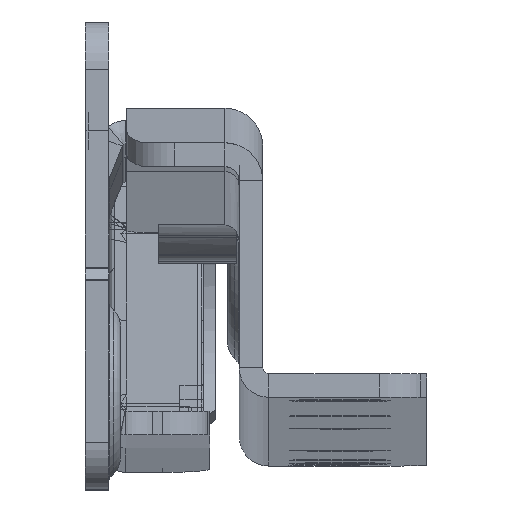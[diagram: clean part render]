
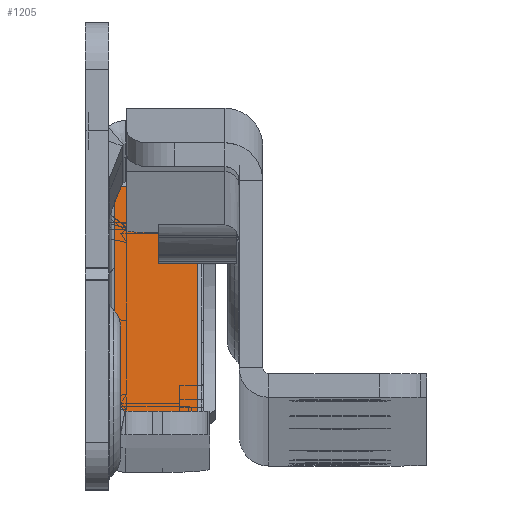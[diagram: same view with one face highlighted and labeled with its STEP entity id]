
A CAD part, top view. The second image highlights one B-rep face of the part: STEP entity #1205.
In plain terms, the highlighted face is planar.
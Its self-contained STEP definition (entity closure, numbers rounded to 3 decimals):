
#122 = ORIENTED_EDGE ( 'NONE', *, *, #5342, .T. ) ;
#620 = DIRECTION ( 'NONE',  ( -1., 0., 0. ) ) ;
#749 = AXIS2_PLACEMENT_3D ( 'NONE', #12386, #620, #2697 ) ;
#1205 = ADVANCED_FACE ( 'NONE', ( #12318 ), #3480, .T. ) ;
#1536 = VECTOR ( 'NONE', #11325, 1000. ) ;
#1832 = ORIENTED_EDGE ( 'NONE', *, *, #5843, .F. ) ;
#2018 = LINE ( 'NONE', #9121, #3248 ) ;
#2402 = VERTEX_POINT ( 'NONE', #12590 ) ;
#2689 = ORIENTED_EDGE ( 'NONE', *, *, #12522, .T. ) ;
#2697 = DIRECTION ( 'NONE',  ( 0., 0., 1. ) ) ;
#2777 = VECTOR ( 'NONE', #11851, 1000. ) ;
#3248 = VECTOR ( 'NONE', #7046, 1000. ) ;
#3362 = CARTESIAN_POINT ( 'NONE',  ( 0., 11., 8. ) ) ;
#3480 = PLANE ( 'NONE',  #749 ) ;
#4685 = VECTOR ( 'NONE', #7432, 1000. ) ;
#5342 = EDGE_CURVE ( 'NONE', #10395, #7416, #12823, .T. ) ;
#5358 = CARTESIAN_POINT ( 'NONE',  ( 0., -11., 7.5 ) ) ;
#5843 = EDGE_CURVE ( 'NONE', #2402, #7416, #2018, .T. ) ;
#6194 = VERTEX_POINT ( 'NONE', #10669 ) ;
#7046 = DIRECTION ( 'NONE',  ( 0., 0., -1. ) ) ;
#7175 = LINE ( 'NONE', #5358, #1536 ) ;
#7255 = EDGE_CURVE ( 'NONE', #6194, #10395, #12270, .T. ) ;
#7286 = ORIENTED_EDGE ( 'NONE', *, *, #7255, .T. ) ;
#7416 = VERTEX_POINT ( 'NONE', #8535 ) ;
#7432 = DIRECTION ( 'NONE',  ( 0., 0., -1. ) ) ;
#7913 = CARTESIAN_POINT ( 'NONE',  ( 0., -11., 0.5 ) ) ;
#8535 = CARTESIAN_POINT ( 'NONE',  ( 0., -11., 0.5 ) ) ;
#9121 = CARTESIAN_POINT ( 'NONE',  ( 0., -11., 8. ) ) ;
#9169 = CARTESIAN_POINT ( 'NONE',  ( 0., 11., 0.5 ) ) ;
#10395 = VERTEX_POINT ( 'NONE', #9169 ) ;
#10572 = EDGE_LOOP ( 'NONE', ( #7286, #122, #1832, #2689 ) ) ;
#10669 = CARTESIAN_POINT ( 'NONE',  ( 0., 11., 7.5 ) ) ;
#11325 = DIRECTION ( 'NONE',  ( 0., 1., 0. ) ) ;
#11851 = DIRECTION ( 'NONE',  ( 0., -1., 0. ) ) ;
#12270 = LINE ( 'NONE', #3362, #4685 ) ;
#12318 = FACE_OUTER_BOUND ( 'NONE', #10572, .T. ) ;
#12386 = CARTESIAN_POINT ( 'NONE',  ( 0., -11., 8. ) ) ;
#12522 = EDGE_CURVE ( 'NONE', #2402, #6194, #7175, .T. ) ;
#12590 = CARTESIAN_POINT ( 'NONE',  ( 0., -11., 7.5 ) ) ;
#12823 = LINE ( 'NONE', #7913, #2777 ) ;
